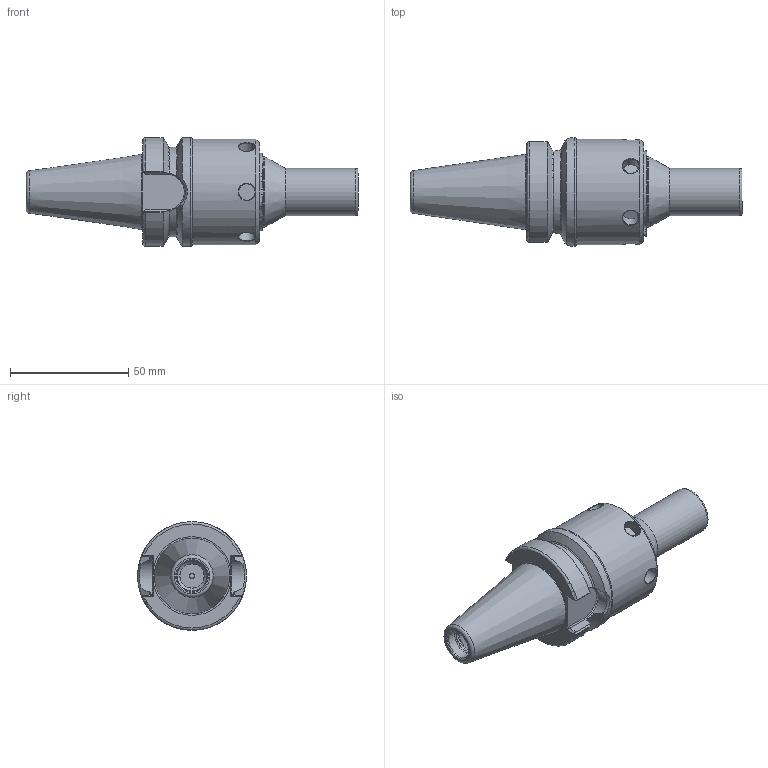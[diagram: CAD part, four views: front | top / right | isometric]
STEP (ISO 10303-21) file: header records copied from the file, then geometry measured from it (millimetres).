
FILE_DESCRIPTION(/* description */ (''),/* implementation_level */ '2;1');
FILE_NAME(/* name */ 'DBT30-VX08-092.stp',/* time_stamp */ '2018-12-17T09:18:40-06:00',/* author */ ('Lee'),/* organization */ (''),/* preprocessor_version */ 'ST-DEVELOPER v17',/* originating_system */ 'Autodesk Inventor LT',/* authorisation */ '');
FILE_SCHEMA (('AUTOMOTIVE_DESIGN { 1 0 10303 214 3 1 1 }'));
Length unit declared in the file: millimetre
Products named in the file (1): DBT30-VX08-092
Bounding box: 140.4 x 46 x 46 mm (x, y, z)
Volume: 96183.6 mm3; surface area: 37017.7 mm2
Topology: 7 solids, 7 shells, 192 faces, 558 edges, 391 vertices
Faces by surface type: plane 66, cylinder 56, cone 30, torus 24, bspline 16
Full cylindrical faces by diameter (mm): 2 x4, 4.98 x1, 6 x2, 6.03 x1, 6.05 x2, 6.9 x6, 8 x1, 10.2 x1, 10.21 x2, 11.9 x2, 12 x1, 12.5 x1, 13 x2, 13.1 x1, 20 x1, 28.6 x1, 29.979 x2, 30.05 x2, 31.696 x1, 38.5 x1, 40 x2, 40.5 x1, 44.45 x1, 46 x1
Entity records: 8342 total; most frequent: CARTESIAN_POINT 3059, ORIENTED_EDGE 1116, DIRECTION 1077, EDGE_CURVE 558, AXIS2_PLACEMENT_3D 448, VERTEX_POINT 391, CIRCLE 271, EDGE_LOOP 229
